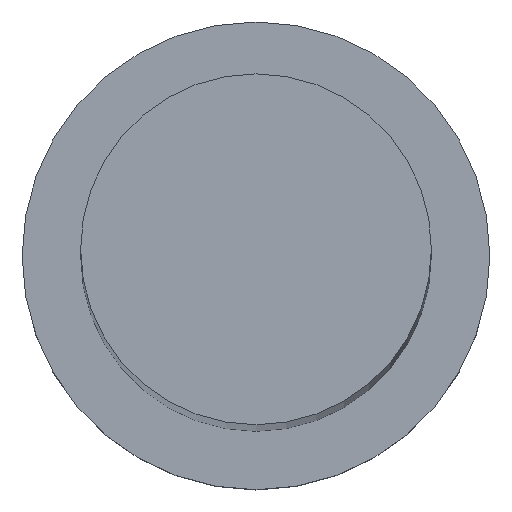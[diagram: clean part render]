
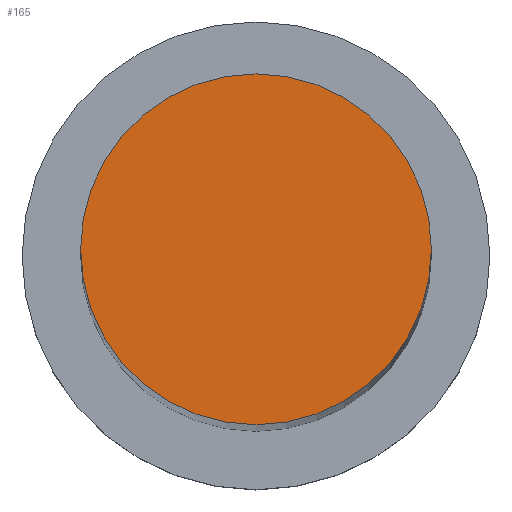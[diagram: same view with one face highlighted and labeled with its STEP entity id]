
A CAD part, top view. The second image highlights one B-rep face of the part: STEP entity #165.
In plain terms, the highlighted planar face has unit normal (0, 0, 1).
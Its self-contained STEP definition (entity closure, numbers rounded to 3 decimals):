
#10 = VERTEX_POINT ( 'NONE', #183 ) ;
#22 = AXIS2_PLACEMENT_3D ( 'NONE', #181, #148, #123 ) ;
#29 = ORIENTED_EDGE ( 'NONE', *, *, #110, .T. ) ;
#46 = CIRCLE ( 'NONE', #22, 9. ) ;
#68 = EDGE_LOOP ( 'NONE', ( #29, #222 ) ) ;
#72 = DIRECTION ( 'NONE',  ( 0., 0., 1. ) ) ;
#76 = CARTESIAN_POINT ( 'NONE',  ( 9., 0., 200. ) ) ;
#108 = VERTEX_POINT ( 'NONE', #76 ) ;
#109 = AXIS2_PLACEMENT_3D ( 'NONE', #140, #72, #154 ) ;
#110 = EDGE_CURVE ( 'NONE', #10, #108, #242, .T. ) ;
#111 = AXIS2_PLACEMENT_3D ( 'NONE', #235, #232, #229 ) ;
#123 = DIRECTION ( 'NONE',  ( 1., 0., 0. ) ) ;
#140 = CARTESIAN_POINT ( 'NONE',  ( 0., 0., 200. ) ) ;
#148 = DIRECTION ( 'NONE',  ( 0., 0., 1. ) ) ;
#154 = DIRECTION ( 'NONE',  ( 1., 0., 0. ) ) ;
#158 = FACE_OUTER_BOUND ( 'NONE', #68, .T. ) ;
#165 = ADVANCED_FACE ( 'NONE', ( #158 ), #245, .T. ) ;
#181 = CARTESIAN_POINT ( 'NONE',  ( 0., 0., 200. ) ) ;
#183 = CARTESIAN_POINT ( 'NONE',  ( -9., 0., 200. ) ) ;
#222 = ORIENTED_EDGE ( 'NONE', *, *, #248, .T. ) ;
#229 = DIRECTION ( 'NONE',  ( 1., 0., 0. ) ) ;
#232 = DIRECTION ( 'NONE',  ( 0., 0., 1. ) ) ;
#235 = CARTESIAN_POINT ( 'NONE',  ( 0., 0., 200. ) ) ;
#242 = CIRCLE ( 'NONE', #111, 9. ) ;
#245 = PLANE ( 'NONE',  #109 ) ;
#248 = EDGE_CURVE ( 'NONE', #108, #10, #46, .T. ) ;
